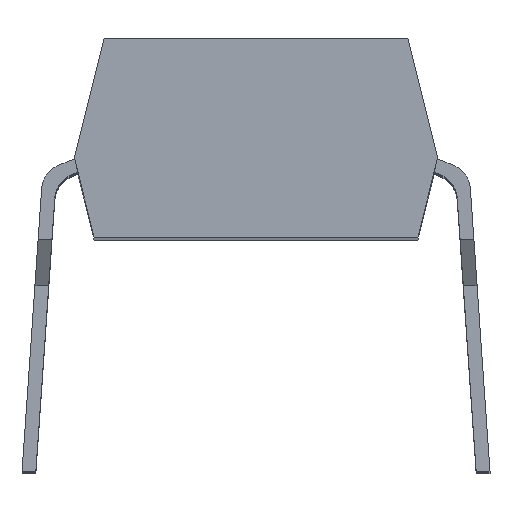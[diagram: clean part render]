
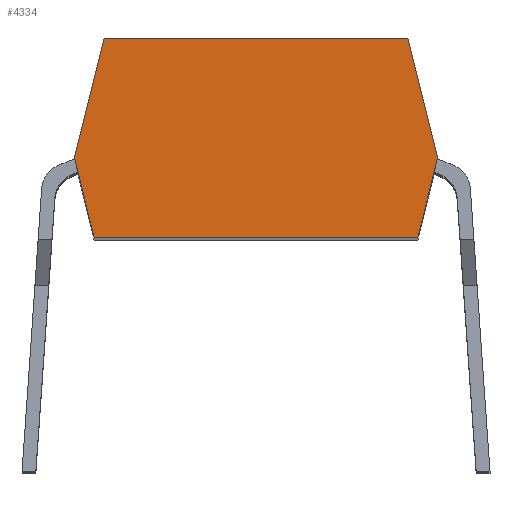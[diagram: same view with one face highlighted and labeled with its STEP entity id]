
A CAD part, top view. The second image highlights one B-rep face of the part: STEP entity #4334.
In plain terms, the highlighted planar face has unit normal (0, 0, 1).
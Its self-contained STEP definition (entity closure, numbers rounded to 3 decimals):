
#369=DIRECTION('',(-0.242,-0.97,0.));
#370=VECTOR('',#369,2.271);
#371=CARTESIAN_POINT('',(-2.806,1.84,27.05));
#372=LINE('',#371,#370);
#373=DIRECTION('',(-1.,0.,0.));
#374=VECTOR('',#373,5.611);
#375=CARTESIAN_POINT('',(2.806,1.84,27.05));
#376=LINE('',#375,#374);
#377=DIRECTION('',(-0.242,0.97,0.));
#378=VECTOR('',#377,2.271);
#379=CARTESIAN_POINT('',(3.355,-0.364,27.05));
#380=LINE('',#379,#378);
#381=DIRECTION('',(0.242,0.97,0.));
#382=VECTOR('',#381,1.521);
#383=CARTESIAN_POINT('',(2.987,-1.84,27.05));
#384=LINE('',#383,#382);
#385=DIRECTION('',(1.,0.,0.));
#386=VECTOR('',#385,5.974);
#387=CARTESIAN_POINT('',(-2.987,-1.84,27.05));
#388=LINE('',#387,#386);
#389=DIRECTION('',(0.242,-0.97,0.));
#390=VECTOR('',#389,1.521);
#391=CARTESIAN_POINT('',(-3.355,-0.364,27.05));
#392=LINE('',#391,#390);
#3045=CARTESIAN_POINT('',(-2.806,1.84,27.05));
#3046=CARTESIAN_POINT('',(-3.355,-0.364,27.05));
#3047=VERTEX_POINT('',#3045);
#3048=VERTEX_POINT('',#3046);
#3049=CARTESIAN_POINT('',(-2.987,-1.84,27.05));
#3050=VERTEX_POINT('',#3049);
#3051=CARTESIAN_POINT('',(2.987,-1.84,27.05));
#3052=CARTESIAN_POINT('',(3.355,-0.364,27.05));
#3053=VERTEX_POINT('',#3051);
#3054=VERTEX_POINT('',#3052);
#3055=CARTESIAN_POINT('',(2.806,1.84,27.05));
#3056=VERTEX_POINT('',#3055);
#4321=CARTESIAN_POINT('',(0.,0.,27.05));
#4322=DIRECTION('',(0.,0.,1.));
#4323=DIRECTION('',(1.,0.,0.));
#4324=AXIS2_PLACEMENT_3D('',#4321,#4322,#4323);
#4325=PLANE('',#4324);
#4326=ORIENTED_EDGE('',*,*,#4045,.F.);
#4327=ORIENTED_EDGE('',*,*,#4060,.F.);
#4328=ORIENTED_EDGE('',*,*,#4074,.F.);
#4329=ORIENTED_EDGE('',*,*,#4088,.F.);
#4330=ORIENTED_EDGE('',*,*,#4202,.F.);
#4331=ORIENTED_EDGE('',*,*,#4215,.F.);
#4332=EDGE_LOOP('',(#4326,#4327,#4328,#4329,#4330,#4331));
#4333=FACE_OUTER_BOUND('',#4332,.F.);
#4045=EDGE_CURVE('',#3047,#3048,#372,.T.);
#4060=EDGE_CURVE('',#3056,#3047,#376,.T.);
#4074=EDGE_CURVE('',#3054,#3056,#380,.T.);
#4088=EDGE_CURVE('',#3053,#3054,#384,.T.);
#4202=EDGE_CURVE('',#3050,#3053,#388,.T.);
#4215=EDGE_CURVE('',#3048,#3050,#392,.T.);
#4334=ADVANCED_FACE('',(#4333),#4325,.T.);
